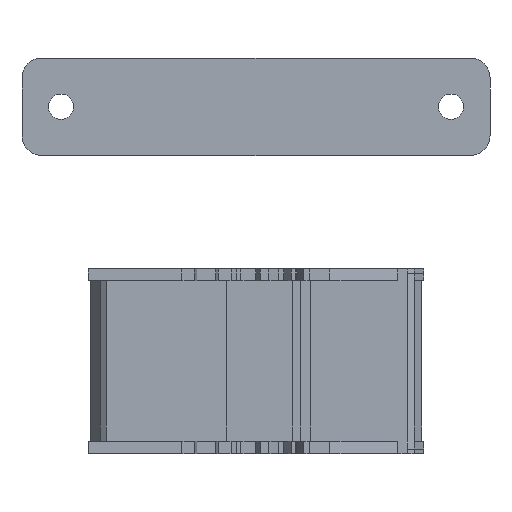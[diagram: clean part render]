
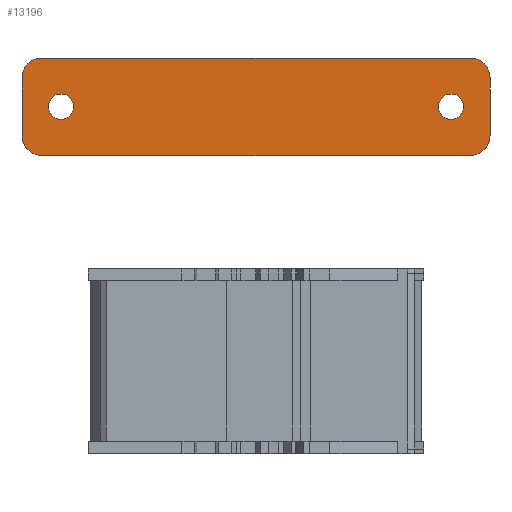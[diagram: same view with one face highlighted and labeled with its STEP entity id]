
A CAD part, front view. The second image highlights one B-rep face of the part: STEP entity #13196.
In plain terms, the highlighted planar face has unit normal (0, -1, 0).
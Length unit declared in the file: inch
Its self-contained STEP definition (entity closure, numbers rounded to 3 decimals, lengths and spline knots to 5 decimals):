
#59 = DIRECTION ( 'NONE',  ( 0., 0., 1. ) ) ;
#84 = DIRECTION ( 'NONE',  ( 0., 0., -1. ) ) ;
#344 = ORIENTED_EDGE ( 'NONE', *, *, #25289, .T. ) ;
#613 = CARTESIAN_POINT ( 'NONE',  ( -2.1622, 0., 3.06267 ) ) ;
#927 = CARTESIAN_POINT ( 'NONE',  ( 0., 0., 0. ) ) ;
#1537 = EDGE_CURVE ( 'NONE', #14800, #24124, #8790, .T. ) ;
#1551 = DIRECTION ( 'NONE',  ( 0., 0., 1. ) ) ;
#1564 = VERTEX_POINT ( 'NONE', #22408 ) ;
#1781 = VECTOR ( 'NONE', #84, 39.37008 ) ;
#2236 = ORIENTED_EDGE ( 'NONE', *, *, #30272, .F. ) ;
#3017 = ORIENTED_EDGE ( 'NONE', *, *, #16358, .F. ) ;
#4145 = CARTESIAN_POINT ( 'NONE',  ( -2.3622, 0., 3.64692 ) ) ;
#4414 = LINE ( 'NONE', #16518, #10454 ) ;
#5038 = LINE ( 'NONE', #29549, #1781 ) ;
#5829 = DIRECTION ( 'NONE',  ( 0., 1., 0. ) ) ;
#5836 = LINE ( 'NONE', #11074, #25933 ) ;
#5849 = VERTEX_POINT ( 'NONE', #4145 ) ;
#6000 = CARTESIAN_POINT ( 'NONE',  ( -2.1622, 0., 3.84692 ) ) ;
#6934 = CIRCLE ( 'NONE', #30346, 0.2 ) ;
#7231 = CARTESIAN_POINT ( 'NONE',  ( -2.1622, 0., 2.86267 ) ) ;
#8269 = EDGE_CURVE ( 'NONE', #11323, #19764, #16982, .T. ) ;
#8453 = EDGE_CURVE ( 'NONE', #10248, #17280, #11685, .T. ) ;
#8490 = EDGE_CURVE ( 'NONE', #24124, #14800, #27679, .T. ) ;
#8790 = CIRCLE ( 'NONE', #30659, 0.12726 ) ;
#8791 = VERTEX_POINT ( 'NONE', #11616 ) ;
#8837 = CARTESIAN_POINT ( 'NONE',  ( -1.9685, 0., 3.22754 ) ) ;
#9190 = CARTESIAN_POINT ( 'NONE',  ( 1.9685, 0., 3.22754 ) ) ;
#9309 = DIRECTION ( 'NONE',  ( 0., 0., 1. ) ) ;
#9358 = VECTOR ( 'NONE', #16160, 39.37008 ) ;
#10111 = ORIENTED_EDGE ( 'NONE', *, *, #8453, .F. ) ;
#10248 = VERTEX_POINT ( 'NONE', #16834 ) ;
#10454 = VECTOR ( 'NONE', #16202, 39.37008 ) ;
#10610 = DIRECTION ( 'NONE',  ( 0., 0., 1. ) ) ;
#10715 = DIRECTION ( 'NONE',  ( 0., 0., 1. ) ) ;
#10915 = AXIS2_PLACEMENT_3D ( 'NONE', #24944, #5829, #25241 ) ;
#11074 = CARTESIAN_POINT ( 'NONE',  ( -2.3622, 0., 2.86267 ) ) ;
#11323 = VERTEX_POINT ( 'NONE', #9190 ) ;
#11616 = CARTESIAN_POINT ( 'NONE',  ( 2.3622, 0., 3.06267 ) ) ;
#11685 = LINE ( 'NONE', #28253, #9358 ) ;
#11884 = EDGE_CURVE ( 'NONE', #30214, #13395, #4414, .T. ) ;
#12806 = CARTESIAN_POINT ( 'NONE',  ( -2.1622, 0., 3.64692 ) ) ;
#12976 = AXIS2_PLACEMENT_3D ( 'NONE', #26789, #19012, #29359 ) ;
#13005 = PLANE ( 'NONE',  #16715 ) ;
#13059 = ORIENTED_EDGE ( 'NONE', *, *, #17029, .T. ) ;
#13196 = ADVANCED_FACE ( 'NONE', ( #29757, #19731, #27210 ), #13005, .F. ) ;
#13395 = VERTEX_POINT ( 'NONE', #31017 ) ;
#13473 = ORIENTED_EDGE ( 'NONE', *, *, #1537, .T. ) ;
#13937 = AXIS2_PLACEMENT_3D ( 'NONE', #17100, #14682, #59 ) ;
#14682 = DIRECTION ( 'NONE',  ( 0., 1., 0. ) ) ;
#14800 = VERTEX_POINT ( 'NONE', #27717 ) ;
#15067 = DIRECTION ( 'NONE',  ( 0., 0., 1. ) ) ;
#15796 = DIRECTION ( 'NONE',  ( 0., 0., 1. ) ) ;
#16160 = DIRECTION ( 'NONE',  ( -1., 0., 0. ) ) ;
#16202 = DIRECTION ( 'NONE',  ( 1., 0., 0. ) ) ;
#16358 = EDGE_CURVE ( 'NONE', #1564, #8791, #5038, .T. ) ;
#16518 = CARTESIAN_POINT ( 'NONE',  ( -2.3622, 0., 3.84692 ) ) ;
#16715 = AXIS2_PLACEMENT_3D ( 'NONE', #927, #17348, #10610 ) ;
#16834 = CARTESIAN_POINT ( 'NONE',  ( 2.1622, 0., 2.86267 ) ) ;
#16982 = CIRCLE ( 'NONE', #28702, 0.12726 ) ;
#17029 = EDGE_CURVE ( 'NONE', #31205, #17280, #29282, .T. ) ;
#17100 = CARTESIAN_POINT ( 'NONE',  ( -1.9685, 0., 3.3548 ) ) ;
#17280 = VERTEX_POINT ( 'NONE', #7231 ) ;
#17348 = DIRECTION ( 'NONE',  ( 0., 1., 0. ) ) ;
#17386 = EDGE_LOOP ( 'NONE', ( #344, #24845 ) ) ;
#17628 = DIRECTION ( 'NONE',  ( 0., -1., 0. ) ) ;
#17799 = AXIS2_PLACEMENT_3D ( 'NONE', #12806, #17628, #15796 ) ;
#17925 = ORIENTED_EDGE ( 'NONE', *, *, #8490, .T. ) ;
#19012 = DIRECTION ( 'NONE',  ( 0., -1., 0. ) ) ;
#19299 = EDGE_CURVE ( 'NONE', #30214, #5849, #20326, .T. ) ;
#19731 = FACE_BOUND ( 'NONE', #17386, .T. ) ;
#19764 = VERTEX_POINT ( 'NONE', #29798 ) ;
#19818 = ORIENTED_EDGE ( 'NONE', *, *, #27062, .T. ) ;
#19990 = CARTESIAN_POINT ( 'NONE',  ( 1.9685, 0., 3.3548 ) ) ;
#20326 = CIRCLE ( 'NONE', #17799, 0.2 ) ;
#20973 = ORIENTED_EDGE ( 'NONE', *, *, #30625, .T. ) ;
#22151 = AXIS2_PLACEMENT_3D ( 'NONE', #613, #24808, #15067 ) ;
#22217 = ORIENTED_EDGE ( 'NONE', *, *, #11884, .F. ) ;
#22408 = CARTESIAN_POINT ( 'NONE',  ( 2.3622, 0., 3.64692 ) ) ;
#22839 = DIRECTION ( 'NONE',  ( 0., 1., 0. ) ) ;
#23998 = DIRECTION ( 'NONE',  ( 0., 0., 1. ) ) ;
#24047 = ORIENTED_EDGE ( 'NONE', *, *, #19299, .T. ) ;
#24124 = VERTEX_POINT ( 'NONE', #8837 ) ;
#24808 = DIRECTION ( 'NONE',  ( 0., -1., 0. ) ) ;
#24845 = ORIENTED_EDGE ( 'NONE', *, *, #8269, .T. ) ;
#24944 = CARTESIAN_POINT ( 'NONE',  ( 1.9685, 0., 3.3548 ) ) ;
#25241 = DIRECTION ( 'NONE',  ( 0., 0., 1. ) ) ;
#25289 = EDGE_CURVE ( 'NONE', #19764, #11323, #31296, .T. ) ;
#25933 = VECTOR ( 'NONE', #9309, 39.37008 ) ;
#26789 = CARTESIAN_POINT ( 'NONE',  ( 2.1622, 0., 3.06267 ) ) ;
#26993 = CARTESIAN_POINT ( 'NONE',  ( -2.3622, 0., 3.06267 ) ) ;
#27062 = EDGE_CURVE ( 'NONE', #1564, #13395, #6934, .T. ) ;
#27210 = FACE_OUTER_BOUND ( 'NONE', #27293, .T. ) ;
#27293 = EDGE_LOOP ( 'NONE', ( #2236, #13059, #10111, #20973, #3017, #19818, #22217, #24047 ) ) ;
#27671 = EDGE_LOOP ( 'NONE', ( #13473, #17925 ) ) ;
#27679 = CIRCLE ( 'NONE', #13937, 0.12726 ) ;
#27717 = CARTESIAN_POINT ( 'NONE',  ( -1.9685, 0., 3.48205 ) ) ;
#28253 = CARTESIAN_POINT ( 'NONE',  ( -2.3622, 0., 2.86267 ) ) ;
#28605 = CARTESIAN_POINT ( 'NONE',  ( 2.1622, 0., 3.64692 ) ) ;
#28702 = AXIS2_PLACEMENT_3D ( 'NONE', #19990, #22839, #10715 ) ;
#28973 = CARTESIAN_POINT ( 'NONE',  ( -1.9685, 0., 3.3548 ) ) ;
#29129 = DIRECTION ( 'NONE',  ( 0., 1., 0. ) ) ;
#29282 = CIRCLE ( 'NONE', #22151, 0.2 ) ;
#29359 = DIRECTION ( 'NONE',  ( 0., 0., 1. ) ) ;
#29549 = CARTESIAN_POINT ( 'NONE',  ( 2.3622, 0., 2.86267 ) ) ;
#29757 = FACE_BOUND ( 'NONE', #27671, .T. ) ;
#29798 = CARTESIAN_POINT ( 'NONE',  ( 1.9685, 0., 3.48205 ) ) ;
#30214 = VERTEX_POINT ( 'NONE', #6000 ) ;
#30272 = EDGE_CURVE ( 'NONE', #31205, #5849, #5836, .T. ) ;
#30346 = AXIS2_PLACEMENT_3D ( 'NONE', #28605, #30682, #1551 ) ;
#30625 = EDGE_CURVE ( 'NONE', #10248, #8791, #31334, .T. ) ;
#30659 = AXIS2_PLACEMENT_3D ( 'NONE', #28973, #29129, #23998 ) ;
#30682 = DIRECTION ( 'NONE',  ( 0., -1., 0. ) ) ;
#31017 = CARTESIAN_POINT ( 'NONE',  ( 2.1622, 0., 3.84692 ) ) ;
#31205 = VERTEX_POINT ( 'NONE', #26993 ) ;
#31296 = CIRCLE ( 'NONE', #10915, 0.12726 ) ;
#31334 = CIRCLE ( 'NONE', #12976, 0.2 ) ;
